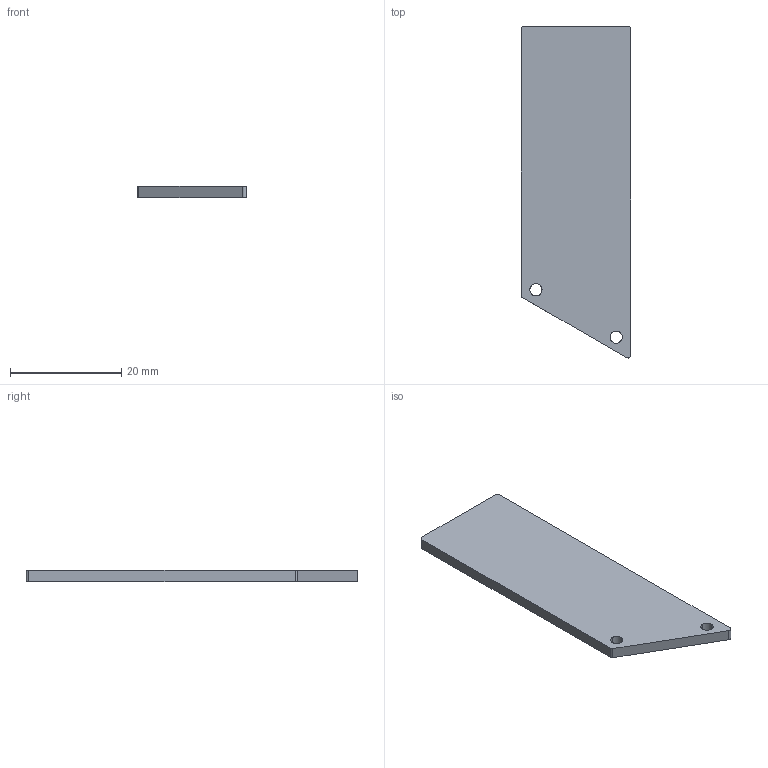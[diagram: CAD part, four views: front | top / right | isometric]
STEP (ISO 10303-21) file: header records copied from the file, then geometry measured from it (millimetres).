
FILE_DESCRIPTION(/* description */ (''),/* implementation_level */ '2;1');
FILE_NAME(/* name */ 'corne-plate acrylic oled left.step',/* time_stamp */ '2020-09-12T22:46:07+09:00',/* author */ (''),/* organization */ (''),/* preprocessor_version */ 'ST-DEVELOPER v18.1',/* originating_system */ 'Autodesk Translation Framework v9.3.0.1241',/* authorisation */ '');
FILE_SCHEMA (('AUTOMOTIVE_DESIGN { 1 0 10303 214 3 1 1 }'));
Length unit declared in the file: millimetre
Products named in the file (1): corne-plate acrylic oled left
Bounding box: 19.72 x 59.75 x 2 mm (x, y, z)
Volume: 2130.7 mm3; surface area: 2458.7 mm2
Topology: 1 solids, 1 shells, 18 faces, 48 edges, 32 vertices
Faces by surface type: bspline 12, plane 6
Entity records: 636 total; most frequent: CARTESIAN_POINT 255, ORIENTED_EDGE 96, EDGE_CURVE 48, DIRECTION 38, VERTEX_POINT 32, LINE 24, VECTOR 24, EDGE_LOOP 22
